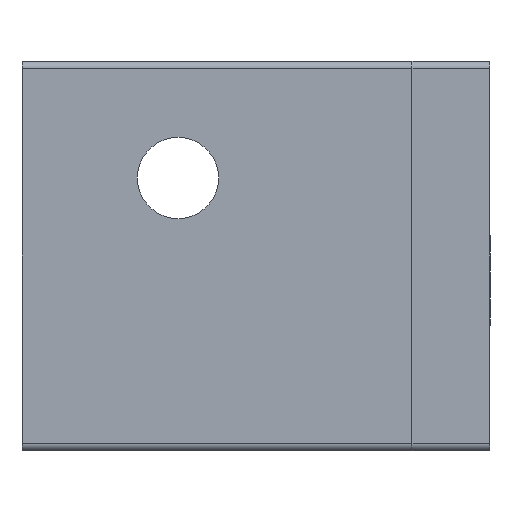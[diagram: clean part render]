
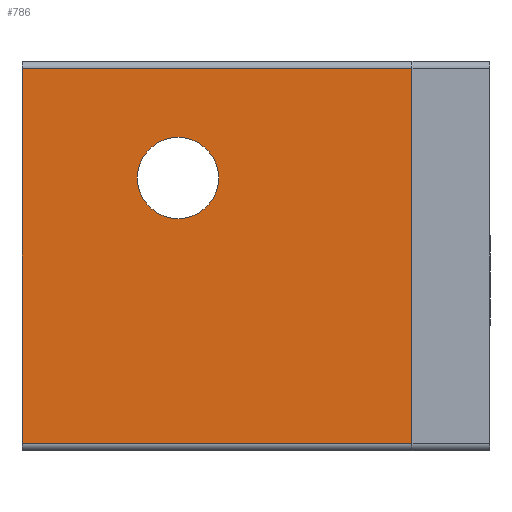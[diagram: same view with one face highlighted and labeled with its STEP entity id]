
A CAD part, left-side view. The second image highlights one B-rep face of the part: STEP entity #786.
In plain terms, the highlighted planar face has unit normal (-1, 0, 0).
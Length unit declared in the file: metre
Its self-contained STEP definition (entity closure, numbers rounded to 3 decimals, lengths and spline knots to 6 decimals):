
#43=CIRCLE('',#844,0.0026);
#87=ORIENTED_EDGE('',*,*,#315,.F.);
#88=ORIENTED_EDGE('',*,*,#316,.T.);
#89=ORIENTED_EDGE('',*,*,#317,.T.);
#90=ORIENTED_EDGE('',*,*,#318,.T.);
#91=ORIENTED_EDGE('',*,*,#319,.T.);
#315=EDGE_CURVE('',#429,#429,#43,.T.);
#316=EDGE_CURVE('',#430,#431,#508,.T.);
#317=EDGE_CURVE('',#431,#432,#509,.T.);
#318=EDGE_CURVE('',#432,#433,#510,.T.);
#319=EDGE_CURVE('',#433,#430,#511,.T.);
#429=VERTEX_POINT('',#1186);
#430=VERTEX_POINT('',#1188);
#431=VERTEX_POINT('',#1189);
#432=VERTEX_POINT('',#1191);
#433=VERTEX_POINT('',#1193);
#508=LINE('',#1187,#580);
#509=LINE('',#1190,#581);
#510=LINE('',#1192,#582);
#511=LINE('',#1194,#583);
#580=VECTOR('',#940,1.);
#581=VECTOR('',#941,1.);
#582=VECTOR('',#942,1.);
#583=VECTOR('',#943,1.);
#649=EDGE_LOOP('',(#87));
#650=EDGE_LOOP('',(#88,#89,#90,#91));
#706=FACE_BOUND('',#649,.T.);
#707=FACE_BOUND('',#650,.T.);
#763=PLANE('',#843);
#786=ADVANCED_FACE('',(#706,#707),#763,.F.);
#843=AXIS2_PLACEMENT_3D('',#1184,#936,#937);
#844=AXIS2_PLACEMENT_3D('',#1185,#938,#939);
#936=DIRECTION('',(1.,0.,0.));
#937=DIRECTION('',(0.,0.,-1.));
#938=DIRECTION('',(-1.,0.,0.));
#939=DIRECTION('',(0.,-1.,0.));
#940=DIRECTION('',(0.,1.,0.));
#941=DIRECTION('',(0.,0.,-1.));
#942=DIRECTION('',(0.,-1.,0.));
#943=DIRECTION('',(0.,0.,1.));
#1184=CARTESIAN_POINT('',(-0.17,0.75,-0.043));
#1185=CARTESIAN_POINT('',(-0.17,0.765,-0.0505));
#1186=CARTESIAN_POINT('',(-0.17,0.7624,-0.0505));
#1187=CARTESIAN_POINT('',(-0.17,0.7475,-0.0435));
#1188=CARTESIAN_POINT('',(-0.17,0.75,-0.0435));
#1189=CARTESIAN_POINT('',(-0.17,0.775,-0.0435));
#1190=CARTESIAN_POINT('',(-0.17,0.775,-0.043));
#1191=CARTESIAN_POINT('',(-0.17,0.775,-0.0675));
#1192=CARTESIAN_POINT('',(-0.17,0.7475,-0.0675));
#1193=CARTESIAN_POINT('',(-0.17,0.75,-0.0675));
#1194=CARTESIAN_POINT('',(-0.17,0.75,-0.04925));
